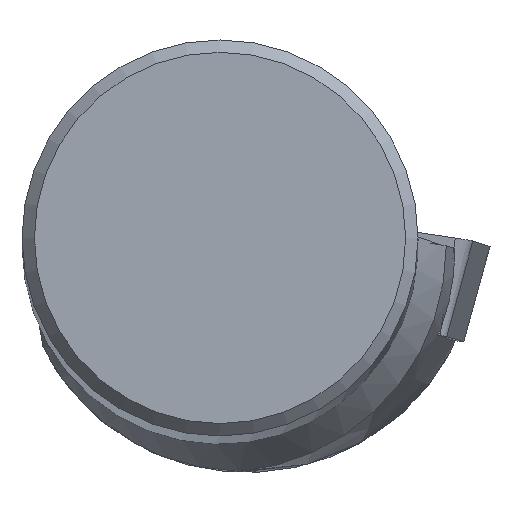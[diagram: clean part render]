
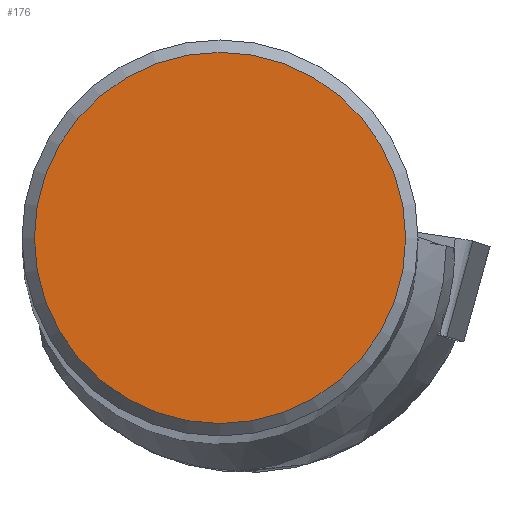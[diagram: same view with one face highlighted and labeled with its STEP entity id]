
A CAD part, top view. The second image highlights one B-rep face of the part: STEP entity #176.
In plain terms, the highlighted planar face has unit normal (0, 0, 1).
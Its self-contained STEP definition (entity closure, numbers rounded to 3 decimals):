
#141=FACE_OUTER_BOUND('',#330,.T.);
#176=ADVANCED_FACE('',(#141),#198,.T.);
#198=PLANE('',#847);
#330=EDGE_LOOP('',(#470));
#470=ORIENTED_EDGE('',*,*,#658,.F.);
#578=VERTEX_POINT('',#1412);
#658=EDGE_CURVE('',#578,#578,#700,.T.);
#700=CIRCLE('',#845,7.493);
#845=AXIS2_PLACEMENT_3D('',#1411,#1007,#1008);
#847=AXIS2_PLACEMENT_3D('',#1414,#1011,#1012);
#1007=DIRECTION('',(0.,0.,-1.));
#1008=DIRECTION('',(-1.,0.,0.));
#1011=DIRECTION('',(0.,0.,1.));
#1012=DIRECTION('',(-1.,0.,0.));
#1411=CARTESIAN_POINT('',(0.,0.,0.));
#1412=CARTESIAN_POINT('',(-7.493,0.,0.));
#1414=CARTESIAN_POINT('',(0.,0.,0.));
